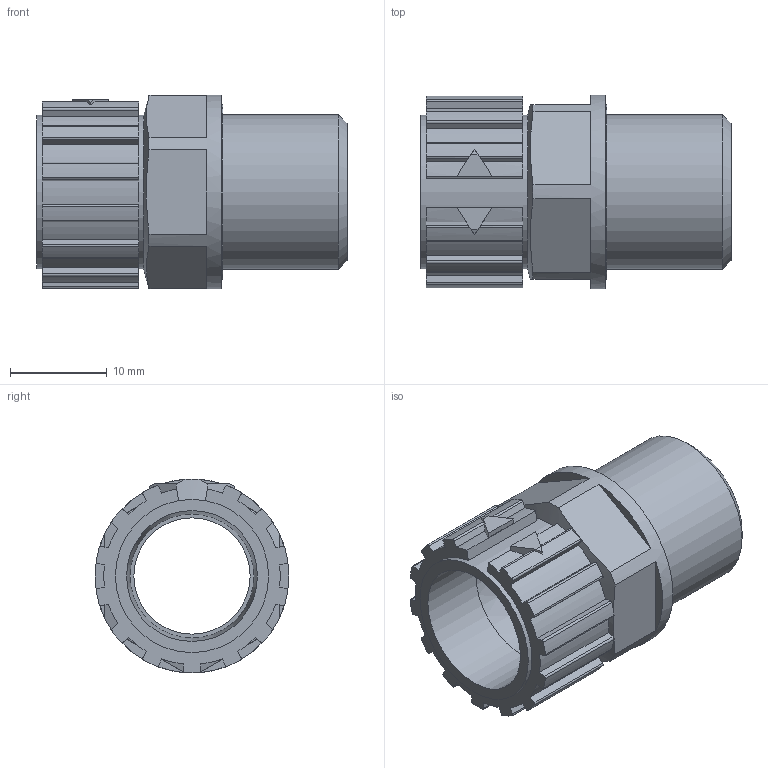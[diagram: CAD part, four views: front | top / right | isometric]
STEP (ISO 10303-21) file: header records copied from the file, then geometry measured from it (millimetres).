
FILE_DESCRIPTION (( 'STEP AP203' ), '1' );
FILE_NAME ('838552_Default.step', '2025-07-10T19:43:55', ( 'Windows User' ), ( 'AUTOMATION DIRECT' ), 'SwSTEP 2.0', 'SolidWorks 2024', '' );
FILE_SCHEMA (( 'CONFIG_CONTROL_DESIGN' ));
Length unit declared in the file: millimetre
Products named in the file (1): 838552_Default
Bounding box: 32 x 20 x 20 mm (x, y, z)
Volume: 3812.6 mm3; surface area: 3791.1 mm2
Topology: 1 solids, 1 shells, 125 faces, 354 edges, 234 vertices
Faces by surface type: cylinder 63, plane 57, cone 5
Full cylindrical faces by diameter (mm): 12 x1, 12.8 x1, 13.5 x1, 15.8 x1, 16 x1, 20 x1
Entity records: 4223 total; most frequent: CARTESIAN_POINT 890, DIRECTION 704, ORIENTED_EDGE 678, EDGE_CURVE 339, AXIS2_PLACEMENT_3D 261, VERTEX_POINT 231, LINE 182, VECTOR 182
